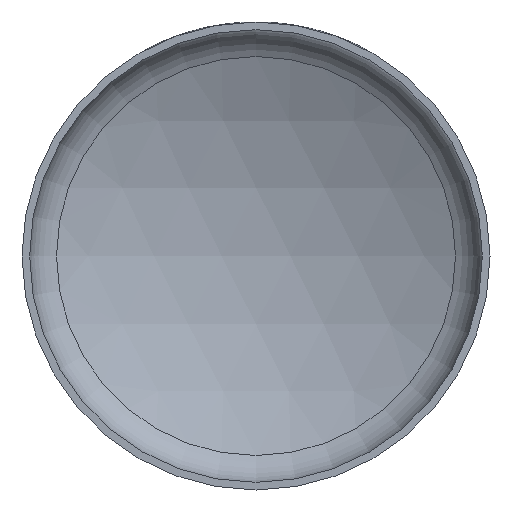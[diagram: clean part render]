
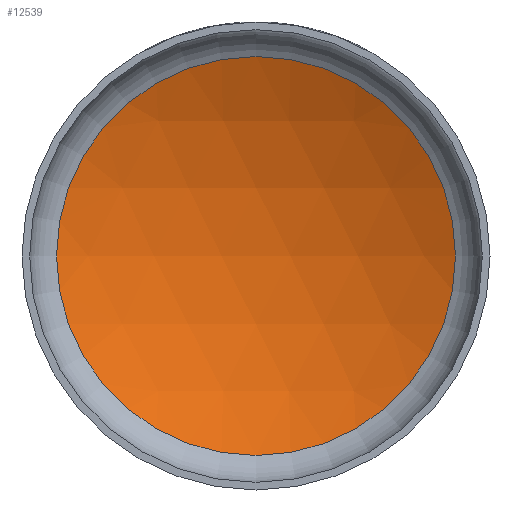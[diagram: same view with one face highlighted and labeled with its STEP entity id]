
A CAD part, front view. The second image highlights one B-rep face of the part: STEP entity #12539.
In plain terms, the highlighted spherical face has radius 244.5 mm.
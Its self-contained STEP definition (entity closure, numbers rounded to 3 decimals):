
#1612 = SPHERICAL_SURFACE ( 'NONE', #5545, 244.5 ) ;
#1911 = DIRECTION ( 'NONE',  ( 1., 0., 0. ) ) ;
#3391 = AXIS2_PLACEMENT_3D ( 'NONE', #12372, #18678, #18609 ) ;
#5545 = AXIS2_PLACEMENT_3D ( 'NONE', #6270, #19265, #1911 ) ;
#6270 = CARTESIAN_POINT ( 'NONE',  ( 0., -178.057, 0. ) ) ;
#8516 = EDGE_LOOP ( 'NONE', ( #15367 ) ) ;
#11971 = CARTESIAN_POINT ( 'NONE',  ( 0., 43.117, -104.222 ) ) ;
#12321 = EDGE_CURVE ( 'NONE', #19426, #19426, #19454, .T. ) ;
#12372 = CARTESIAN_POINT ( 'NONE',  ( 0., 43.117, 0. ) ) ;
#12539 = ADVANCED_FACE ( 'NONE', ( #14471 ), #1612, .F. ) ;
#14471 = FACE_OUTER_BOUND ( 'NONE', #8516, .T. ) ;
#15367 = ORIENTED_EDGE ( 'NONE', *, *, #12321, .T. ) ;
#18609 = DIRECTION ( 'NONE',  ( 0., 0., -1. ) ) ;
#18678 = DIRECTION ( 'NONE',  ( 0., -1., 0. ) ) ;
#19265 = DIRECTION ( 'NONE',  ( 0., 0., 1. ) ) ;
#19426 = VERTEX_POINT ( 'NONE', #11971 ) ;
#19454 = CIRCLE ( 'NONE', #3391, 104.222 ) ;
